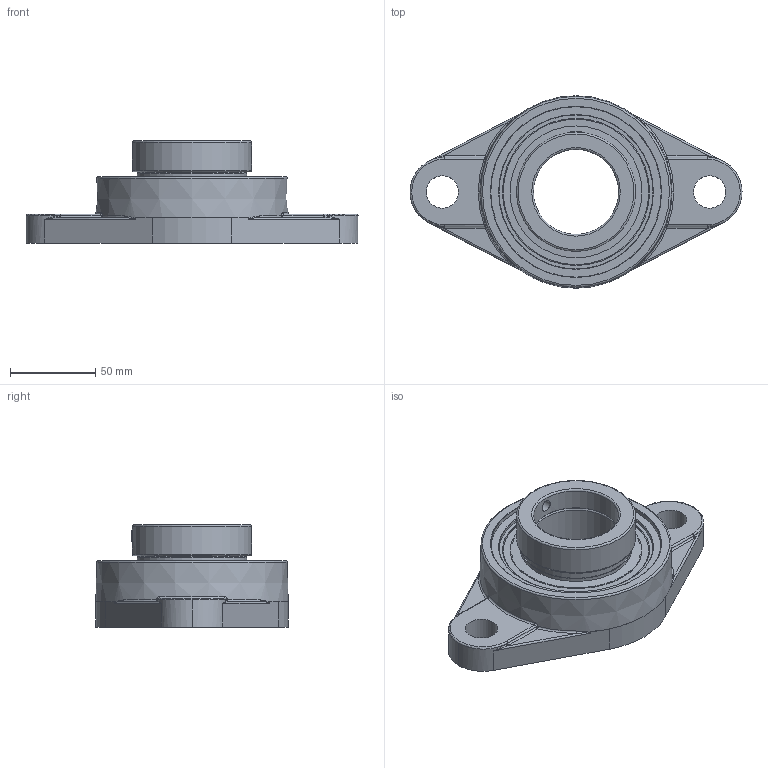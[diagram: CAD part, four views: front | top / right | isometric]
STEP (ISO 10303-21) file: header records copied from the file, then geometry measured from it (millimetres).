
FILE_DESCRIPTION(('HOOPS Exchange Step'),'2;1');
FILE_NAME('export-DAFEBEB9-1162-4C12-81C7-F7FED5869BE8.stp','2020-05-15T13:46:58-07:00',('dkerr'),('Alibre'),'HOOPS Exchange 2020.0','Alibre','Unknown authorisation');
FILE_SCHEMA( ('AP242_MANAGED_MODEL_BASED_3D_ENGINEERING_MIM_LF {1 0 10303 442 1 1 4 }') );
Length unit declared in the file: inch
Products named in the file (8): MRN SFLM L4L 210; SNC 210 (Ball Bearing); SNC 210 (Shield); SNC 210 (Setscrew); SNC 210 (Collar); SNC 210 L4L (50mm) (Race); MRN SNC 210 L4L (50mm); MRN SNCFLM 210 L4L (50mm)
Assembly tree (8 placements, depth 3):
  MRN SNCFLM 210 L4L (50mm)
    MRN SFLM L4L 210
    MRN SNC 210 L4L (50mm)
      SNC 210 (Ball Bearing)
      SNC 210 (Shield)  x2
      SNC 210 (Setscrew)
      SNC 210 (Collar)
      SNC 210 L4L (50mm) (Race)
Bounding box: 195 x 113 x 60.09 mm (x, y, z)
Volume: 321547.9 mm3; surface area: 101994.9 mm2
Topology: 17 solids, 17 shells, 177 faces, 455 edges, 286 vertices
Faces by surface type: cylinder 52, plane 47, torus 28, sphere 21, bspline 16, cone 13
Full cylindrical faces by diameter (mm): 6.782 x3, 19 x2, 50 x2, 59.385 x2, 64.516 x4, 65.278 x2, 69.901 x1, 76.2 x2, 77.47 x2, 90.458 x1, 92.458 x1, 100.1 x1
Entity records: 12932 total; most frequent: CARTESIAN_POINT 8638, DIRECTION 923, ORIENTED_EDGE 808, AXIS2_PLACEMENT_3D 406, EDGE_CURVE 404, VERTEX_POINT 272, CIRCLE 228, EDGE_LOOP 192
